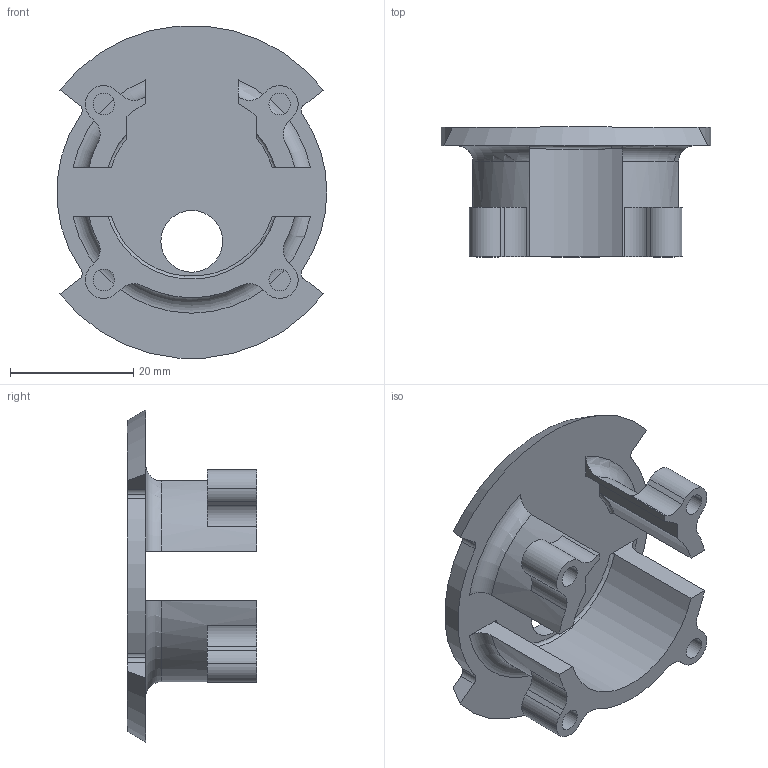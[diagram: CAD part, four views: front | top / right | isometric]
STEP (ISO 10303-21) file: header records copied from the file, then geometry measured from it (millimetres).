
FILE_DESCRIPTION (( 'STEP AP214' ), '1' );
FILE_NAME ('Even Dumber Design.STEP', '2025-12-15T17:08:43', ( '' ), ( '' ), 'SwSTEP 2.0', 'SolidWorks 2025', '' );
FILE_SCHEMA (( 'AUTOMOTIVE_DESIGN' ));
Length unit declared in the file: millimetre
Products named in the file (1): Even Dumber Design
Bounding box: 43.72 x 21 x 53.81 mm (x, y, z)
Volume: 9633.7 mm3; surface area: 7736.7 mm2
Topology: 1 solids, 1 shells, 80 faces, 225 edges, 150 vertices
Faces by surface type: cylinder 43, plane 29, torus 6, cone 2
Entity records: 2793 total; most frequent: CARTESIAN_POINT 605, DIRECTION 475, ORIENTED_EDGE 450, EDGE_CURVE 225, AXIS2_PLACEMENT_3D 185, VERTEX_POINT 150, LINE 105, VECTOR 105
